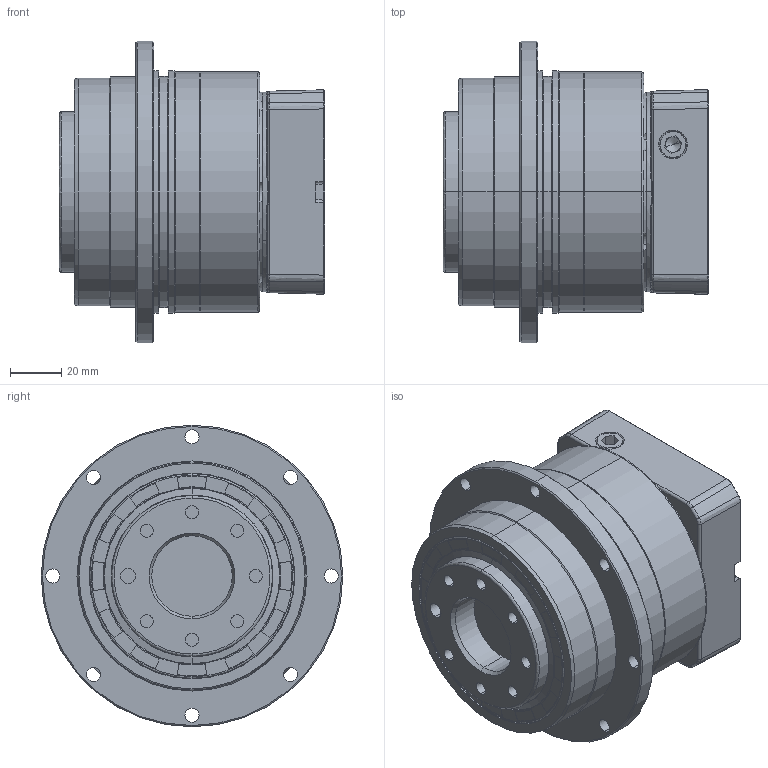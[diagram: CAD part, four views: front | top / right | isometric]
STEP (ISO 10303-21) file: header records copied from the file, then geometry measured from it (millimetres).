
FILE_DESCRIPTION (( 'STEP AP214' ), '1' );
FILE_NAME ('FAD090D-L1-19-70-90-M5-42.STEP', '2020-12-18T06:39:34', ( '' ), ( '' ), 'SwSTEP 2.0', 'SolidWorks 2014', '' );
FILE_SCHEMA (( 'AUTOMOTIVE_DESIGN' ));
Length unit declared in the file: millimetre
Products named in the file (11): hexagon socket head cap screws gb_GB_FASTENER_SCREWS_HSHCS M5X8-N; 输出内齿圈壳体FAD090D-Z108; FAD090D-L1-19-70-90-M5-42; hexagon socket head cap screws gb_GB_FASTENER_SCREWS_HSHCS M6X16-N; 蚐猾63807; hex socket set screws with cone point gb_GB_FASTENER_SCREWS_HSCP M12X10-N_1; 输入轴锁紧环 23-52-14_2; 输入端壳体FAD090D.; 怀堤俴陎殤FAD090-5D; 输入法兰FAB090-70_2; 输入轴FAB090D-19_2
Assembly tree (21 placements, depth 2):
  FAD090D-L1-19-70-90-M5-42
    怀堤俴陎殤FAD090-5D
    蚐猾63807
    输出内齿圈壳体FAD090D-Z108
    输入法兰FAB090-70_2
    输入端壳体FAD090D.
    输入轴FAB090D-19_2
    输入轴锁紧环 23-52-14_2
    hexagon socket head cap screws gb_GB_FASTENER_SCREWS_HSHCS M6X16-N
    hexagon socket head cap screws gb_GB_FASTENER_SCREWS_HSHCS M5X8-N  x12
    hex socket set screws with cone point gb_GB_FASTENER_SCREWS_HSCP M12X10-N_1
Bounding box: 104 x 118 x 118 mm (x, y, z)
Volume: 542595.7 mm3; surface area: 142523.8 mm2
Topology: 21 solids, 21 shells, 1069 faces, 2534 edges, 1559 vertices
Faces by surface type: plane 392, cylinder 279, cone 198, bspline 169, torus 29, sphere 2
Entity records: 33737 total; most frequent: CARTESIAN_POINT 15426, ORIENTED_EDGE 3808, DIRECTION 3592, EDGE_CURVE 1904, AXIS2_PLACEMENT_3D 1451, VERTEX_POINT 1196, EDGE_LOOP 912, ADVANCED_FACE 794
